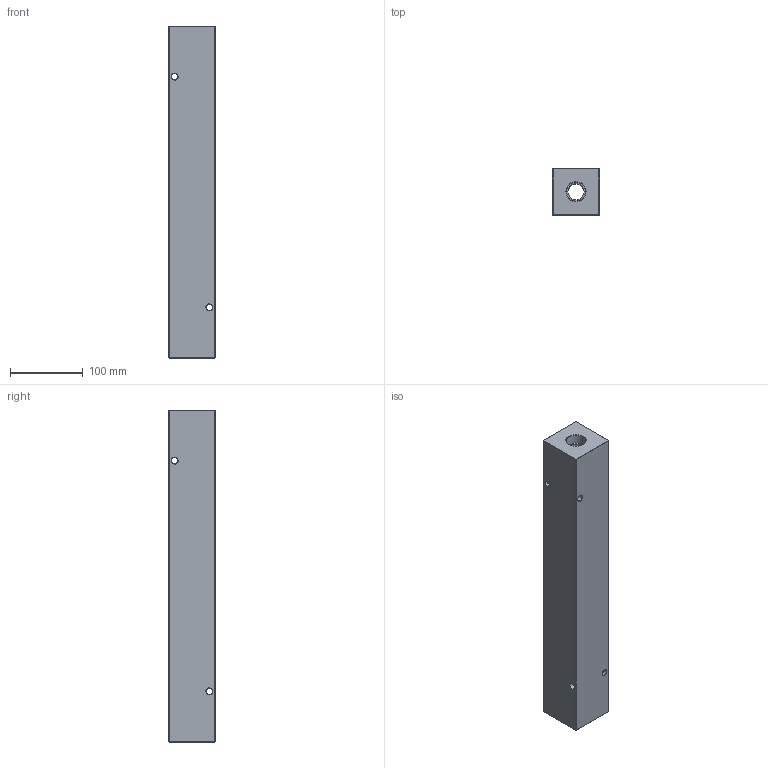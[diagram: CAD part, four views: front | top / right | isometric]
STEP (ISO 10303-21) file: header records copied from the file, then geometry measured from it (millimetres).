
FILE_DESCRIPTION (( 'STEP AP214' ), '1' );
FILE_NAME ('HM-7-0-P-12-8.STEP', '2020-02-28T20:28:14', ( '' ), ( '' ), 'SwSTEP 2.0', 'SolidWorks 2019', '' );
FILE_SCHEMA (( 'AUTOMOTIVE_DESIGN' ));
Length unit declared in the file: inch
Products named in the file (1): HM-7-0-P-12-8
Bounding box: 63.5 x 63.5 x 457.2 mm (x, y, z)
Volume: 1600631.1 mm3; surface area: 167113.4 mm2
Topology: 1 solids, 1 shells, 497 faces, 1294 edges, 842 vertices
Faces by surface type: plane 245, bspline 182, cone 38, cylinder 32
Entity records: 30847 total; most frequent: CARTESIAN_POINT 13624, ORIENTED_EDGE 2588, DIRECTION 1630, EDGE_CURVE 1294, VERTEX_POINT 842, LINE 802, VECTOR 802, EDGE_LOOP 568
